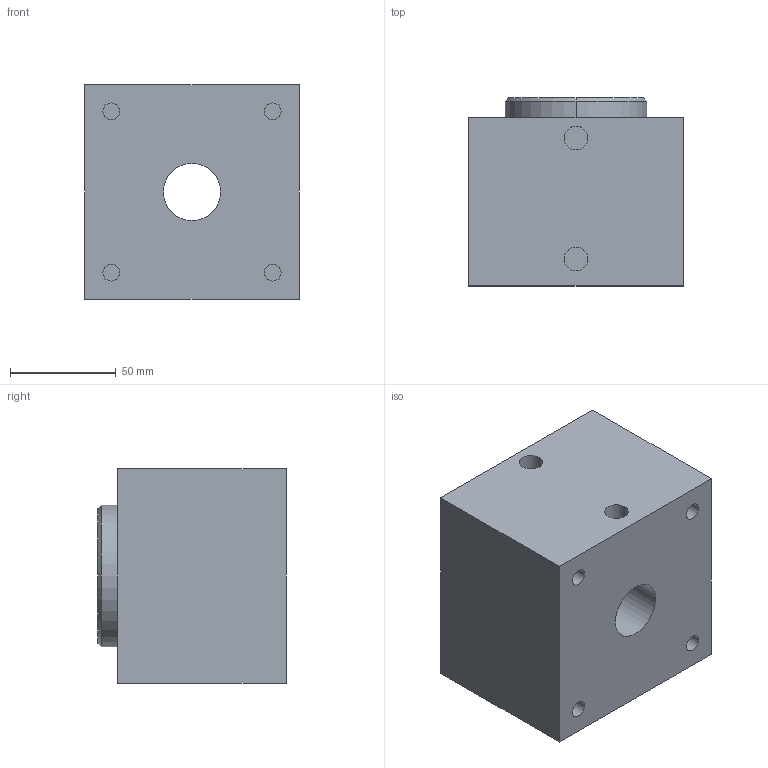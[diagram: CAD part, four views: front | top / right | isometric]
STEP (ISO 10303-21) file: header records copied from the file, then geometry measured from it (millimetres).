
FILE_DESCRIPTION((''),'2;1');
FILE_NAME('ILC15543500','2005-04-22T',('KR'),(''),'PRO/ENGINEER BY PARAMETRIC TECHNOLOGY CORPORATION, 2004290','PRO/ENGINEER BY PARAMETRIC TECHNOLOGY CORPORATION, 2004290','');
FILE_SCHEMA(('AUTOMOTIVE_DESIGN_CC2 { 1 2 10303 214 -1 1 5 2 }'));
Length unit declared in the file: inch
Products named in the file (1): ILC15543500
Bounding box: 101.6 x 88.9 x 101.6 mm (x, y, z)
Volume: 797585.9 mm3; surface area: 63279.9 mm2
Topology: 1 solids, 1 shells, 31 faces, 64 edges, 42 vertices
Faces by surface type: cylinder 16, plane 13, cone 2
Entity records: 961 total; most frequent: DIRECTION 160, CARTESIAN_POINT 137, ORIENTED_EDGE 128, COLOUR_RGB 105, AXIS2_PLACEMENT_3D 65, EDGE_CURVE 64, VERTEX_POINT 42, EDGE_LOOP 40
